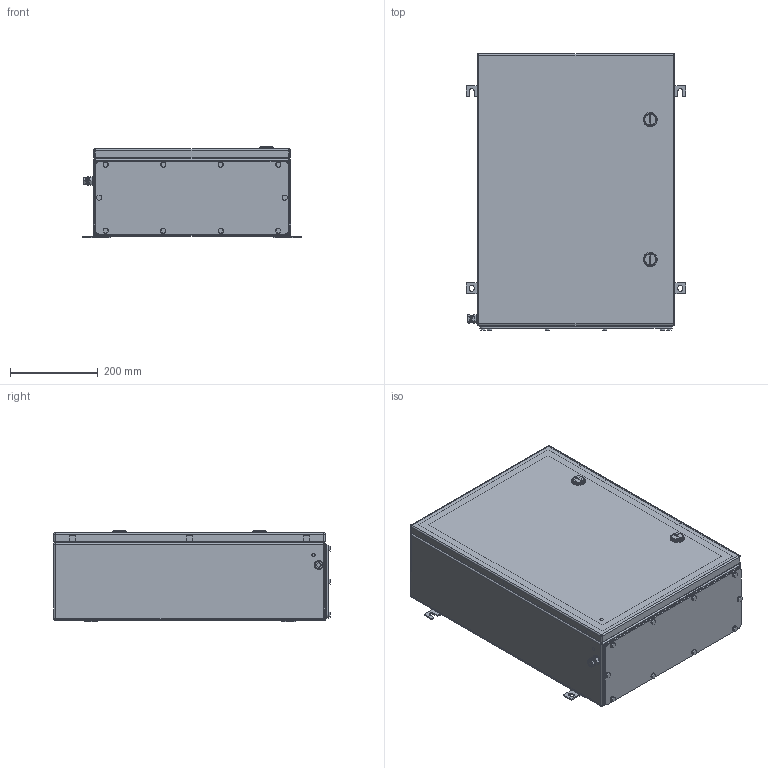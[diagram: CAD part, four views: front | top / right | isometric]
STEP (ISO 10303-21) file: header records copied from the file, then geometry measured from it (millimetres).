
FILE_DESCRIPTION(('CATIA V5 STEP Exchange','CAx-IF Rec.Pracs.--- Model Styling and Organization---1.4--- 2014-01-23'),'2;1');
FILE_NAME ('008845-8_3_1200730000_1200730000.stp','2019-09-23T09:16:45+00:00',('none'),('Weidmueller'),'CATIA Version 5-6 Release 2016 SP3 HF44','CATIA V5 STEP AP214','none');
FILE_SCHEMA(('AUTOMOTIVE_DESIGN { 1 0 10303 214 1 1 1 1 }'));
Length unit declared in the file: millimetre
Products named in the file (1): ZUB_KTB_QL_624520_1GP
Bounding box: 501 x 631 x 209.8 mm (x, y, z)
Volume: 2018916.8 mm3; surface area: 2385192 mm2
Topology: 75 solids, 77 shells, 1507 faces, 3488 edges, 2184 vertices
Faces by surface type: plane 697, cylinder 608, cone 148, sphere 24, torus 22, bspline 8
Entity records: 40993 total; most frequent: CARTESIAN_POINT 8720, ORIENTED_EDGE 6856, DIRECTION 5473, EDGE_CURVE 3428, AXIS2_PLACEMENT_3D 2352, VERTEX_POINT 2184, VECTOR 1972, LINE 1972
